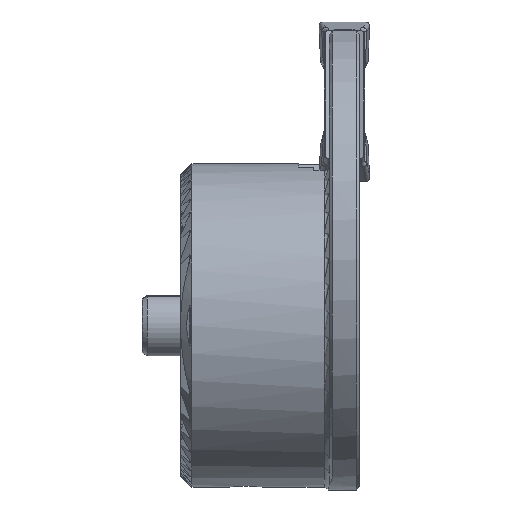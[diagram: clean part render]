
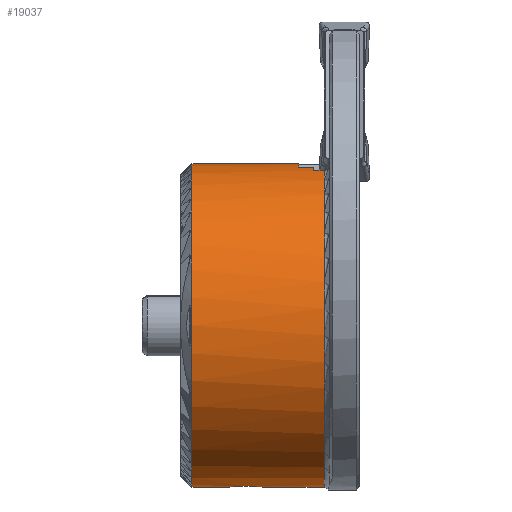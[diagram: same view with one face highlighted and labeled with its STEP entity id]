
A CAD part, front view. The second image highlights one B-rep face of the part: STEP entity #19037.
In plain terms, the highlighted cylindrical face has radius 16 mm (diameter 32 mm), a partial arc.
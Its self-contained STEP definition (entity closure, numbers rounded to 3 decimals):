
#347 = VERTEX_POINT ( 'NONE', #17263 ) ;
#348 = CARTESIAN_POINT ( 'NONE',  ( 12.75, -4.589, 15.328 ) ) ;
#427 = LINE ( 'NONE', #16429, #15881 ) ;
#497 = LINE ( 'NONE', #8598, #7356 ) ;
#721 = ORIENTED_EDGE ( 'NONE', *, *, #15715, .F. ) ;
#982 = CARTESIAN_POINT ( 'NONE',  ( 4.679, -1.508, -15.929 ) ) ;
#1058 = AXIS2_PLACEMENT_3D ( 'NONE', #1782, #6832, #5142 ) ;
#1088 = AXIS2_PLACEMENT_3D ( 'NONE', #19493, #11469, #18118 ) ;
#1400 = CARTESIAN_POINT ( 'NONE',  ( 4., -0.131, -16. ) ) ;
#1782 = CARTESIAN_POINT ( 'NONE',  ( -0.6, 0., 0. ) ) ;
#2243 = ORIENTED_EDGE ( 'NONE', *, *, #10665, .T. ) ;
#2249 = CARTESIAN_POINT ( 'NONE',  ( 7.007, -1.748, -15.905 ) ) ;
#2352 = CARTESIAN_POINT ( 'NONE',  ( 7.591, -1.22, -15.954 ) ) ;
#2535 = CARTESIAN_POINT ( 'NONE',  ( 12.75, -3.327, 15.65 ) ) ;
#2561 = CARTESIAN_POINT ( 'NONE',  ( 5.356, -1.898, -15.887 ) ) ;
#2998 = CARTESIAN_POINT ( 'NONE',  ( 11.25, 0., 0. ) ) ;
#3071 = EDGE_CURVE ( 'NONE', #19661, #17066, #20621, .T. ) ;
#3140 = EDGE_CURVE ( 'NONE', #7887, #17560, #5109, .T. ) ;
#3167 = CARTESIAN_POINT ( 'NONE',  ( -0.6, 0., -16. ) ) ;
#3292 = DIRECTION ( 'NONE',  ( -1., 0., 0. ) ) ;
#3843 = ORIENTED_EDGE ( 'NONE', *, *, #13346, .F. ) ;
#4120 = CARTESIAN_POINT ( 'NONE',  ( 13.75, 0., 0. ) ) ;
#4146 = CARTESIAN_POINT ( 'NONE',  ( 5.114, -1.798, -15.899 ) ) ;
#4245 = CARTESIAN_POINT ( 'NONE',  ( 4.203, -0.887, -15.976 ) ) ;
#4298 = CARTESIAN_POINT ( 'NONE',  ( 0.7, 0., 16. ) ) ;
#4346 = CARTESIAN_POINT ( 'NONE',  ( 7.506, -1.322, -15.946 ) ) ;
#4363 = LINE ( 'NONE', #9302, #17244 ) ;
#4422 = ORIENTED_EDGE ( 'NONE', *, *, #15661, .F. ) ;
#4457 = EDGE_CURVE ( 'NONE', #347, #7323, #497, .T. ) ;
#4467 = DIRECTION ( 'NONE',  ( -1., 0., 0. ) ) ;
#4845 = B_SPLINE_CURVE_WITH_KNOTS ( 'NONE', 3,
 ( #15196, #5929, #12353, #5721, #5614, #15086, #18787, #2352, #4346, #12032, #2249, #8876, #10565, #10770, #20167, #12141, #2561, #4146, #16995, #8978, #982, #7407, #13834, #20275, #4245, #5828, #18687, #10668, #1400, #14333 ),
 .UNSPECIFIED., .F., .F.,
 ( 4, 2, 2, 2, 2, 2, 2, 2, 2, 2, 2, 2, 2, 2, 4 ),
 ( 0., 0., 0.001, 0.001, 0.002, 0.002, 0.003, 0.004, 0.004, 0.004, 0.005, 0.005, 0.005, 0.006, 0.006 ),
 .UNSPECIFIED. ) ;
#5109 = CIRCLE ( 'NONE', #9481, 16. ) ;
#5142 = DIRECTION ( 'NONE',  ( 0., 0., 1. ) ) ;
#5403 = EDGE_CURVE ( 'NONE', #17138, #19661, #5409, .T. ) ;
#5409 = LINE ( 'NONE', #12667, #19120 ) ;
#5614 = CARTESIAN_POINT ( 'NONE',  ( 7.898, -0.645, -15.987 ) ) ;
#5721 = CARTESIAN_POINT ( 'NONE',  ( 7.936, -0.518, -15.992 ) ) ;
#5828 = CARTESIAN_POINT ( 'NONE',  ( 4.102, -0.645, -15.987 ) ) ;
#5905 = CARTESIAN_POINT ( 'NONE',  ( 11.25, 0., 16. ) ) ;
#5929 = CARTESIAN_POINT ( 'NONE',  ( 8., -0.132, -16. ) ) ;
#6419 = FACE_OUTER_BOUND ( 'NONE', #14651, .T. ) ;
#6460 = AXIS2_PLACEMENT_3D ( 'NONE', #2998, #12382, #15646 ) ;
#6832 = DIRECTION ( 'NONE',  ( -1., 0., 0. ) ) ;
#7323 = VERTEX_POINT ( 'NONE', #348 ) ;
#7356 = VECTOR ( 'NONE', #14913, 1000. ) ;
#7368 = CARTESIAN_POINT ( 'NONE',  ( 4., 0., -16. ) ) ;
#7407 = CARTESIAN_POINT ( 'NONE',  ( 4.493, -1.321, -15.946 ) ) ;
#7476 = CIRCLE ( 'NONE', #1088, 16. ) ;
#7714 = LINE ( 'NONE', #3167, #19655 ) ;
#7887 = VERTEX_POINT ( 'NONE', #10356 ) ;
#8296 = ORIENTED_EDGE ( 'NONE', *, *, #18812, .T. ) ;
#8594 = CARTESIAN_POINT ( 'NONE',  ( 11.25, -3.327, 15.65 ) ) ;
#8598 = CARTESIAN_POINT ( 'NONE',  ( -0.6, -4.589, 15.328 ) ) ;
#8876 = CARTESIAN_POINT ( 'NONE',  ( 6.525, -1.947, -15.881 ) ) ;
#8978 = CARTESIAN_POINT ( 'NONE',  ( 4.78, -1.59, -15.921 ) ) ;
#9174 = CARTESIAN_POINT ( 'NONE',  ( 8., 0., -16. ) ) ;
#9302 = CARTESIAN_POINT ( 'NONE',  ( -0.6, 0., -16. ) ) ;
#9476 = VERTEX_POINT ( 'NONE', #9174 ) ;
#9481 = AXIS2_PLACEMENT_3D ( 'NONE', #14769, #3292, #16369 ) ;
#10356 = CARTESIAN_POINT ( 'NONE',  ( 0.7, 0., -16. ) ) ;
#10537 = DIRECTION ( 'NONE',  ( -1., 0., 0. ) ) ;
#10565 = CARTESIAN_POINT ( 'NONE',  ( 6.262, -2., -15.875 ) ) ;
#10638 = EDGE_CURVE ( 'NONE', #17066, #17560, #427, .T. ) ;
#10665 = EDGE_CURVE ( 'NONE', #7323, #17138, #7476, .T. ) ;
#10668 = CARTESIAN_POINT ( 'NONE',  ( 4.013, -0.263, -15.998 ) ) ;
#10770 = CARTESIAN_POINT ( 'NONE',  ( 5.87, -2., -15.875 ) ) ;
#10861 = VERTEX_POINT ( 'NONE', #15897 ) ;
#11329 = VERTEX_POINT ( 'NONE', #7368 ) ;
#11456 = CIRCLE ( 'NONE', #15849, 16. ) ;
#11469 = DIRECTION ( 'NONE',  ( -1., 0., 0. ) ) ;
#11815 = ORIENTED_EDGE ( 'NONE', *, *, #5403, .T. ) ;
#12032 = CARTESIAN_POINT ( 'NONE',  ( 7.23, -1.599, -15.921 ) ) ;
#12141 = CARTESIAN_POINT ( 'NONE',  ( 5.481, -1.936, -15.882 ) ) ;
#12353 = CARTESIAN_POINT ( 'NONE',  ( 7.987, -0.262, -15.998 ) ) ;
#12382 = DIRECTION ( 'NONE',  ( -1., 0., 0. ) ) ;
#12667 = CARTESIAN_POINT ( 'NONE',  ( -0.6, -3.327, 15.65 ) ) ;
#12799 = ORIENTED_EDGE ( 'NONE', *, *, #3071, .T. ) ;
#13346 = EDGE_CURVE ( 'NONE', #11329, #7887, #4363, .T. ) ;
#13372 = DIRECTION ( 'NONE',  ( -1., 0., 0. ) ) ;
#13834 = CARTESIAN_POINT ( 'NONE',  ( 4.41, -1.22, -15.954 ) ) ;
#14246 = DIRECTION ( 'NONE',  ( -1., 0., 0. ) ) ;
#14333 = CARTESIAN_POINT ( 'NONE',  ( 4., 0., -16. ) ) ;
#14611 = CYLINDRICAL_SURFACE ( 'NONE', #1058, 16. ) ;
#14651 = EDGE_LOOP ( 'NONE', ( #721, #8296, #15091, #2243, #11815, #12799, #18018, #17348, #3843, #4422 ) ) ;
#14769 = CARTESIAN_POINT ( 'NONE',  ( 0.7, 0., 0. ) ) ;
#14913 = DIRECTION ( 'NONE',  ( -1., 0., 0. ) ) ;
#15063 = DIRECTION ( 'NONE',  ( 0., 0., 1. ) ) ;
#15086 = CARTESIAN_POINT ( 'NONE',  ( 7.797, -0.887, -15.976 ) ) ;
#15091 = ORIENTED_EDGE ( 'NONE', *, *, #4457, .T. ) ;
#15196 = CARTESIAN_POINT ( 'NONE',  ( 8., 0., -16. ) ) ;
#15646 = DIRECTION ( 'NONE',  ( 0., 0., 1. ) ) ;
#15661 = EDGE_CURVE ( 'NONE', #9476, #11329, #4845, .T. ) ;
#15715 = EDGE_CURVE ( 'NONE', #10861, #9476, #7714, .T. ) ;
#15849 = AXIS2_PLACEMENT_3D ( 'NONE', #4120, #10537, #15063 ) ;
#15881 = VECTOR ( 'NONE', #13372, 1000. ) ;
#15897 = CARTESIAN_POINT ( 'NONE',  ( 13.75, 0., -16. ) ) ;
#16369 = DIRECTION ( 'NONE',  ( 0., 0., 1. ) ) ;
#16429 = CARTESIAN_POINT ( 'NONE',  ( -0.6, 0., 16. ) ) ;
#16995 = CARTESIAN_POINT ( 'NONE',  ( 4.997, -1.735, -15.906 ) ) ;
#17066 = VERTEX_POINT ( 'NONE', #5905 ) ;
#17138 = VERTEX_POINT ( 'NONE', #2535 ) ;
#17244 = VECTOR ( 'NONE', #4467, 1000. ) ;
#17263 = CARTESIAN_POINT ( 'NONE',  ( 13.75, -4.589, 15.328 ) ) ;
#17348 = ORIENTED_EDGE ( 'NONE', *, *, #3140, .F. ) ;
#17560 = VERTEX_POINT ( 'NONE', #4298 ) ;
#18018 = ORIENTED_EDGE ( 'NONE', *, *, #10638, .T. ) ;
#18118 = DIRECTION ( 'NONE',  ( 0., 0., 1. ) ) ;
#18687 = CARTESIAN_POINT ( 'NONE',  ( 4.064, -0.52, -15.992 ) ) ;
#18787 = CARTESIAN_POINT ( 'NONE',  ( 7.736, -1.002, -15.969 ) ) ;
#18812 = EDGE_CURVE ( 'NONE', #10861, #347, #11456, .T. ) ;
#19037 = ADVANCED_FACE ( 'NONE', ( #6419 ), #14611, .T. ) ;
#19120 = VECTOR ( 'NONE', #14246, 1000. ) ;
#19493 = CARTESIAN_POINT ( 'NONE',  ( 12.75, 0., 0. ) ) ;
#19655 = VECTOR ( 'NONE', #20689, 1000. ) ;
#19661 = VERTEX_POINT ( 'NONE', #8594 ) ;
#20167 = CARTESIAN_POINT ( 'NONE',  ( 5.737, -1.987, -15.876 ) ) ;
#20275 = CARTESIAN_POINT ( 'NONE',  ( 4.265, -1.004, -15.969 ) ) ;
#20621 = CIRCLE ( 'NONE', #6460, 16. ) ;
#20689 = DIRECTION ( 'NONE',  ( -1., 0., 0. ) ) ;
